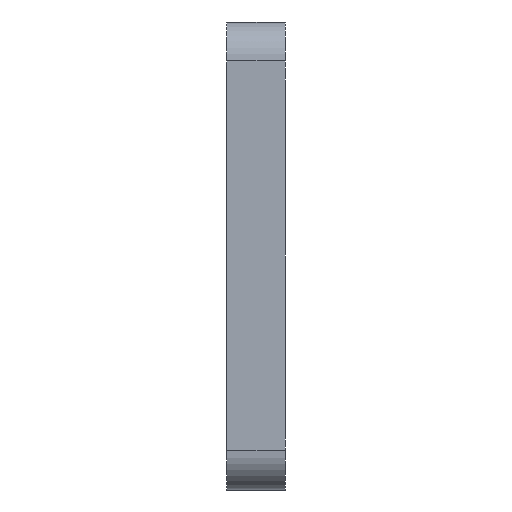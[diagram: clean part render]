
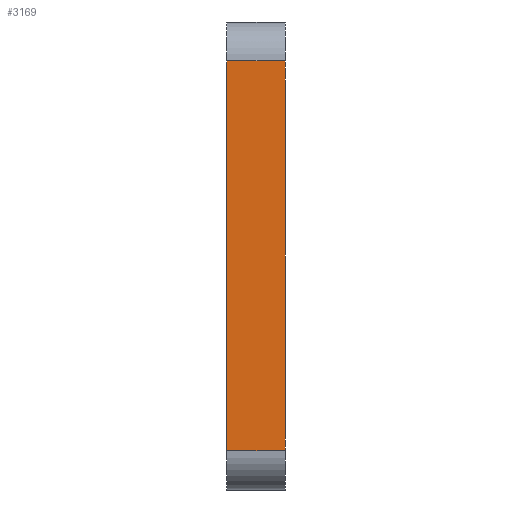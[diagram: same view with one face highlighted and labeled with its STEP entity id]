
A CAD part, left-side view. The second image highlights one B-rep face of the part: STEP entity #3169.
In plain terms, the highlighted planar face has unit normal (-1, 0, 0).
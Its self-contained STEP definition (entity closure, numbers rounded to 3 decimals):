
#174 = VECTOR ( 'NONE', #2069, 1000. ) ;
#203 = VERTEX_POINT ( 'NONE', #3238 ) ;
#291 = LINE ( 'NONE', #633, #3538 ) ;
#485 = DIRECTION ( 'NONE',  ( 1., 0., 0. ) ) ;
#505 = EDGE_LOOP ( 'NONE', ( #948, #2497, #1765, #2194 ) ) ;
#633 = CARTESIAN_POINT ( 'NONE',  ( 0., -1.5, 12. ) ) ;
#948 = ORIENTED_EDGE ( 'NONE', *, *, #2886, .F. ) ;
#983 = CARTESIAN_POINT ( 'NONE',  ( 0., 1.5, 12. ) ) ;
#1086 = CARTESIAN_POINT ( 'NONE',  ( 0., 0., 10. ) ) ;
#1133 = EDGE_CURVE ( 'NONE', #203, #2920, #2894, .T. ) ;
#1220 = EDGE_CURVE ( 'NONE', #1875, #2077, #1946, .T. ) ;
#1765 = ORIENTED_EDGE ( 'NONE', *, *, #2840, .F. ) ;
#1871 = VECTOR ( 'NONE', #2871, 1000. ) ;
#1875 = VERTEX_POINT ( 'NONE', #3498 ) ;
#1946 = LINE ( 'NONE', #3628, #174 ) ;
#2043 = VECTOR ( 'NONE', #2986, 1000. ) ;
#2069 = DIRECTION ( 'NONE',  ( 0., -1., 0. ) ) ;
#2077 = VERTEX_POINT ( 'NONE', #3586 ) ;
#2194 = ORIENTED_EDGE ( 'NONE', *, *, #1133, .T. ) ;
#2497 = ORIENTED_EDGE ( 'NONE', *, *, #1220, .T. ) ;
#2701 = DIRECTION ( 'NONE',  ( 0., 0., -1. ) ) ;
#2840 = EDGE_CURVE ( 'NONE', #203, #2077, #291, .T. ) ;
#2871 = DIRECTION ( 'NONE',  ( 0., 0., 1. ) ) ;
#2886 = EDGE_CURVE ( 'NONE', #1875, #2920, #3452, .T. ) ;
#2894 = LINE ( 'NONE', #1086, #2043 ) ;
#2920 = VERTEX_POINT ( 'NONE', #3493 ) ;
#2986 = DIRECTION ( 'NONE',  ( 0., 1., 0. ) ) ;
#3009 = PLANE ( 'NONE',  #3346 ) ;
#3022 = FACE_OUTER_BOUND ( 'NONE', #505, .T. ) ;
#3169 = ADVANCED_FACE ( 'NONE', ( #3022 ), #3009, .F. ) ;
#3238 = CARTESIAN_POINT ( 'NONE',  ( 0., -1.5, 10. ) ) ;
#3346 = AXIS2_PLACEMENT_3D ( 'NONE', #3948, #485, #2701 ) ;
#3452 = LINE ( 'NONE', #983, #1871 ) ;
#3473 = DIRECTION ( 'NONE',  ( 0., 0., -1. ) ) ;
#3493 = CARTESIAN_POINT ( 'NONE',  ( 0., 1.5, 10. ) ) ;
#3498 = CARTESIAN_POINT ( 'NONE',  ( 0., 1.5, -10. ) ) ;
#3538 = VECTOR ( 'NONE', #3473, 1000. ) ;
#3586 = CARTESIAN_POINT ( 'NONE',  ( 0., -1.5, -10. ) ) ;
#3628 = CARTESIAN_POINT ( 'NONE',  ( 0., 0., -10. ) ) ;
#3948 = CARTESIAN_POINT ( 'NONE',  ( 0., 0., 0. ) ) ;
